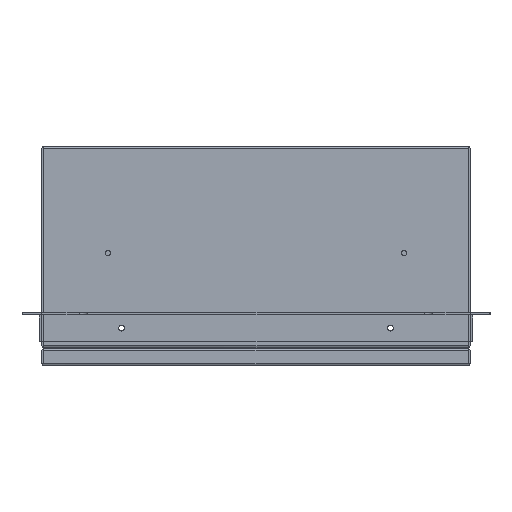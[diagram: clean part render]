
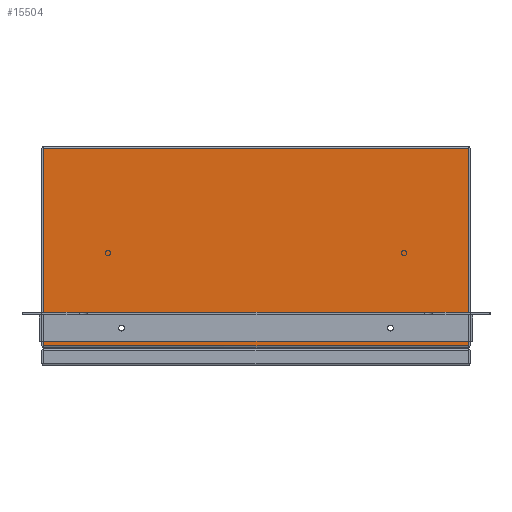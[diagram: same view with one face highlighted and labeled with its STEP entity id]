
A CAD part, front view. The second image highlights one B-rep face of the part: STEP entity #15504.
In plain terms, the highlighted planar face has unit normal (0, -1, 0).
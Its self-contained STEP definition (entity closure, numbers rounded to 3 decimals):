
#944 = VERTEX_POINT ( 'NONE', #5592 ) ;
#961 = CARTESIAN_POINT ( 'NONE',  ( -101.2, -276.2, -134.4 ) ) ;
#1776 = EDGE_CURVE ( 'NONE', #38013, #37921, #25018, .T. ) ;
#2384 = VERTEX_POINT ( 'NONE', #10142 ) ;
#3843 = AXIS2_PLACEMENT_3D ( 'NONE', #26725, #32747, #8847 ) ;
#4887 = DIRECTION ( 'NONE',  ( 0., 0., -1. ) ) ;
#5268 = CARTESIAN_POINT ( 'NONE',  ( 101.2, -276.2, -134.4 ) ) ;
#5434 = CARTESIAN_POINT ( 'NONE',  ( 159.9, -276.2, -149.9 ) ) ;
#5544 = CIRCLE ( 'NONE', #3843, 2.2 ) ;
#5592 = CARTESIAN_POINT ( 'NONE',  ( 159.9, -276.2, -1.3 ) ) ;
#6248 = VECTOR ( 'NONE', #13880, 1000. ) ;
#6735 = CARTESIAN_POINT ( 'NONE',  ( -159.9, -276.2, -150. ) ) ;
#6792 = VECTOR ( 'NONE', #31580, 1000. ) ;
#7760 = PLANE ( 'NONE',  #37210 ) ;
#7789 = AXIS2_PLACEMENT_3D ( 'NONE', #23568, #30699, #28199 ) ;
#7887 = CARTESIAN_POINT ( 'NONE',  ( 160., -276.2, -1.3 ) ) ;
#8093 = EDGE_CURVE ( '����98', #2384, #17907, #15057, .T. ) ;
#8847 = DIRECTION ( 'NONE',  ( 0., 0., 1. ) ) ;
#9214 = EDGE_CURVE ( 'NONE', #36797, #32572, #16385, .T. ) ;
#9495 = EDGE_LOOP ( 'NONE', ( #23692, #19219 ) ) ;
#9863 = DIRECTION ( 'NONE',  ( 0., 0., 1. ) ) ;
#10106 = ORIENTED_EDGE ( 'NONE', *, *, #9214, .F. ) ;
#10142 = CARTESIAN_POINT ( 'NONE',  ( 101.2, -276.2, -138.8 ) ) ;
#10226 = DIRECTION ( 'NONE',  ( 0., 0., 1. ) ) ;
#11060 = CARTESIAN_POINT ( 'NONE',  ( 101.2, -276.2, -136.6 ) ) ;
#11819 = LINE ( 'NONE', #7887, #6248 ) ;
#11997 = DIRECTION ( 'NONE',  ( 0., -1., 0. ) ) ;
#12583 = CARTESIAN_POINT ( 'NONE',  ( -159.9, -276.2, -1.3 ) ) ;
#12808 = ORIENTED_EDGE ( 'NONE', *, *, #21443, .T. ) ;
#13002 = EDGE_CURVE ( '����98', #17907, #2384, #5544, .T. ) ;
#13312 = LINE ( 'NONE', #28316, #6792 ) ;
#13546 = VERTEX_POINT ( 'NONE', #5434 ) ;
#13880 = DIRECTION ( 'NONE',  ( 1., 0., 0. ) ) ;
#15057 = CIRCLE ( 'NONE', #32319, 2.2 ) ;
#15242 = DIRECTION ( 'NONE',  ( 0., 0., 1. ) ) ;
#15431 = LINE ( 'NONE', #30877, #34175 ) ;
#15504 = ADVANCED_FACE ( '��7', ( #35680, #36620, #32901 ), #7760, .F. ) ;
#15553 = EDGE_CURVE ( '����101', #32572, #944, #11819, .T. ) ;
#16385 = LINE ( 'NONE', #6735, #21082 ) ;
#16994 = CARTESIAN_POINT ( 'NONE',  ( 160., -276.2, -150. ) ) ;
#17141 = EDGE_LOOP ( 'NONE', ( #33399, #38479 ) ) ;
#17907 = VERTEX_POINT ( 'NONE', #5268 ) ;
#19219 = ORIENTED_EDGE ( 'NONE', *, *, #8093, .F. ) ;
#19427 = ORIENTED_EDGE ( 'NONE', *, *, #33668, .T. ) ;
#19655 = AXIS2_PLACEMENT_3D ( 'NONE', #21018, #11997, #15242 ) ;
#21018 = CARTESIAN_POINT ( 'NONE',  ( -101.2, -276.2, -136.6 ) ) ;
#21082 = VECTOR ( 'NONE', #9863, 1000. ) ;
#21443 = EDGE_CURVE ( 'NONE', #36797, #13546, #13312, .T. ) ;
#23568 = CARTESIAN_POINT ( 'NONE',  ( -101.2, -276.2, -136.6 ) ) ;
#23692 = ORIENTED_EDGE ( 'NONE', *, *, #13002, .F. ) ;
#24464 = CARTESIAN_POINT ( 'NONE',  ( -101.2, -276.2, -138.8 ) ) ;
#24562 = CARTESIAN_POINT ( 'NONE',  ( -159.9, -276.2, -149.9 ) ) ;
#25018 = CIRCLE ( 'NONE', #7789, 2.2 ) ;
#26725 = CARTESIAN_POINT ( 'NONE',  ( 101.2, -276.2, -136.6 ) ) ;
#28038 = CIRCLE ( 'NONE', #19655, 2.2 ) ;
#28199 = DIRECTION ( 'NONE',  ( 0., 0., 1. ) ) ;
#28299 = EDGE_LOOP ( 'NONE', ( #12808, #19427, #38093, #10106 ) ) ;
#28316 = CARTESIAN_POINT ( 'NONE',  ( -159.929, -276.2, -149.9 ) ) ;
#30699 = DIRECTION ( 'NONE',  ( 0., -1., 0. ) ) ;
#30877 = CARTESIAN_POINT ( 'NONE',  ( 159.9, -276.2, -150. ) ) ;
#31580 = DIRECTION ( 'NONE',  ( 1., 0., 0. ) ) ;
#32319 = AXIS2_PLACEMENT_3D ( 'NONE', #11060, #34837, #35078 ) ;
#32572 = VERTEX_POINT ( 'NONE', #12583 ) ;
#32747 = DIRECTION ( 'NONE',  ( 0., -1., 0. ) ) ;
#32901 = FACE_OUTER_BOUND ( 'NONE', #28299, .T. ) ;
#33399 = ORIENTED_EDGE ( 'NONE', *, *, #1776, .F. ) ;
#33668 = EDGE_CURVE ( 'NONE', #13546, #944, #15431, .T. ) ;
#34042 = EDGE_CURVE ( 'NONE', #37921, #38013, #28038, .T. ) ;
#34175 = VECTOR ( 'NONE', #10226, 1000. ) ;
#34837 = DIRECTION ( 'NONE',  ( 0., -1., 0. ) ) ;
#35078 = DIRECTION ( 'NONE',  ( 0., 0., 1. ) ) ;
#35680 = FACE_BOUND ( 'NONE', #9495, .T. ) ;
#36620 = FACE_BOUND ( 'NONE', #17141, .T. ) ;
#36797 = VERTEX_POINT ( 'NONE', #24562 ) ;
#37210 = AXIS2_PLACEMENT_3D ( 'NONE', #16994, #37399, #4887 ) ;
#37399 = DIRECTION ( 'NONE',  ( 0., 1., 0. ) ) ;
#37921 = VERTEX_POINT ( 'NONE', #24464 ) ;
#38013 = VERTEX_POINT ( 'NONE', #961 ) ;
#38093 = ORIENTED_EDGE ( 'NONE', *, *, #15553, .F. ) ;
#38479 = ORIENTED_EDGE ( 'NONE', *, *, #34042, .F. ) ;
